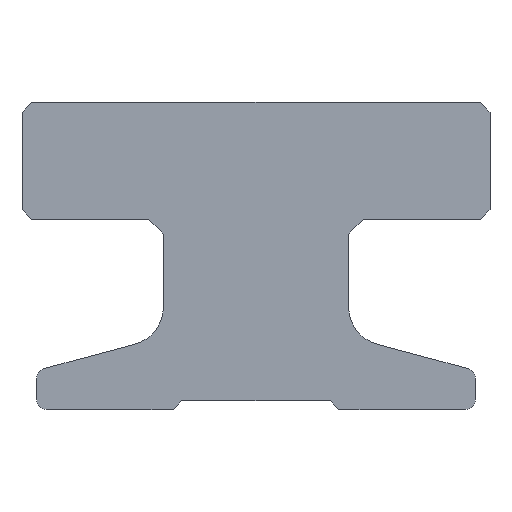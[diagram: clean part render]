
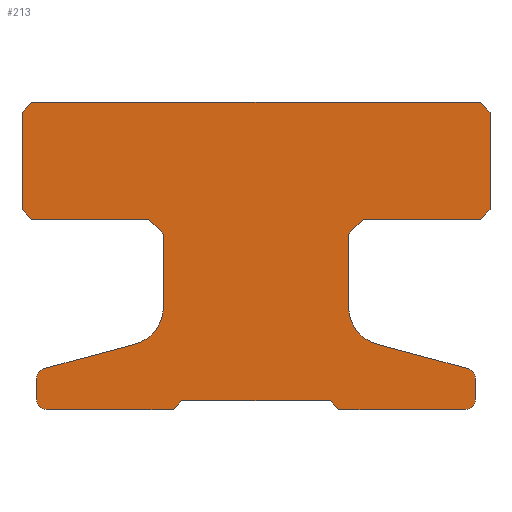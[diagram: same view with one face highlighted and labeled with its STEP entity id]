
A CAD part, front view. The second image highlights one B-rep face of the part: STEP entity #213.
In plain terms, the highlighted planar face has unit normal (0, -1, 0).
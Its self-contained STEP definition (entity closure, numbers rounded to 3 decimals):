
#213=ADVANCED_FACE('',(#424),#425,.T.);
#424=FACE_OUTER_BOUND('',#619,.T.);
#425=PLANE('',#620);
#619=EDGE_LOOP('',(#1072,#1073,#1074,#1075,#1076,#1077,#1078,#1079,#1080,#1081,#1082,#1083,#1084,#1085,#1086,#1087,#1088,#1089,#1090,#1091,#1092,#1093,#1094,#1095,#1096,#1097,#1098,#1099));
#620=AXIS2_PLACEMENT_3D('',#1100,#1101,#1102);
#1072=ORIENTED_EDGE('',*,*,#1333,.F.);
#1073=ORIENTED_EDGE('',*,*,#1225,.F.);
#1074=ORIENTED_EDGE('',*,*,#1230,.F.);
#1075=ORIENTED_EDGE('',*,*,#1234,.F.);
#1076=ORIENTED_EDGE('',*,*,#1238,.F.);
#1077=ORIENTED_EDGE('',*,*,#1242,.F.);
#1078=ORIENTED_EDGE('',*,*,#1246,.F.);
#1079=ORIENTED_EDGE('',*,*,#1250,.T.);
#1080=ORIENTED_EDGE('',*,*,#1254,.F.);
#1081=ORIENTED_EDGE('',*,*,#1258,.T.);
#1082=ORIENTED_EDGE('',*,*,#1262,.F.);
#1083=ORIENTED_EDGE('',*,*,#1266,.F.);
#1084=ORIENTED_EDGE('',*,*,#1270,.F.);
#1085=ORIENTED_EDGE('',*,*,#1274,.F.);
#1086=ORIENTED_EDGE('',*,*,#1278,.F.);
#1087=ORIENTED_EDGE('',*,*,#1282,.T.);
#1088=ORIENTED_EDGE('',*,*,#1286,.F.);
#1089=ORIENTED_EDGE('',*,*,#1290,.T.);
#1090=ORIENTED_EDGE('',*,*,#1294,.F.);
#1091=ORIENTED_EDGE('',*,*,#1298,.F.);
#1092=ORIENTED_EDGE('',*,*,#1302,.F.);
#1093=ORIENTED_EDGE('',*,*,#1306,.F.);
#1094=ORIENTED_EDGE('',*,*,#1310,.F.);
#1095=ORIENTED_EDGE('',*,*,#1314,.F.);
#1096=ORIENTED_EDGE('',*,*,#1318,.F.);
#1097=ORIENTED_EDGE('',*,*,#1322,.F.);
#1098=ORIENTED_EDGE('',*,*,#1326,.F.);
#1099=ORIENTED_EDGE('',*,*,#1330,.F.);
#1100=CARTESIAN_POINT('',(0.,-50.0,3.114));
#1101=DIRECTION('',(0.0,-1.0,0.0));
#1102=DIRECTION('',(1.0,0.0,0.0));
#1225=EDGE_CURVE('',#1466,#1468,#1469,.T.);
#1230=EDGE_CURVE('',#1474,#1466,#1476,.T.);
#1234=EDGE_CURVE('',#1480,#1474,#1482,.T.);
#1238=EDGE_CURVE('',#1486,#1480,#1488,.T.);
#1242=EDGE_CURVE('',#1492,#1486,#1494,.T.);
#1246=EDGE_CURVE('',#1498,#1492,#1500,.T.);
#1250=EDGE_CURVE('',#1498,#1504,#1506,.T.);
#1254=EDGE_CURVE('',#1510,#1504,#1512,.T.);
#1258=EDGE_CURVE('',#1510,#1516,#1518,.T.);
#1262=EDGE_CURVE('',#1522,#1516,#1524,.T.);
#1266=EDGE_CURVE('',#1528,#1522,#1530,.T.);
#1270=EDGE_CURVE('',#1534,#1528,#1536,.T.);
#1274=EDGE_CURVE('',#1540,#1534,#1542,.T.);
#1278=EDGE_CURVE('',#1546,#1540,#1548,.T.);
#1282=EDGE_CURVE('',#1546,#1552,#1554,.T.);
#1286=EDGE_CURVE('',#1558,#1552,#1560,.T.);
#1290=EDGE_CURVE('',#1558,#1564,#1566,.T.);
#1294=EDGE_CURVE('',#1570,#1564,#1572,.T.);
#1298=EDGE_CURVE('',#1576,#1570,#1578,.T.);
#1302=EDGE_CURVE('',#1582,#1576,#1584,.T.);
#1306=EDGE_CURVE('',#1588,#1582,#1590,.T.);
#1310=EDGE_CURVE('',#1594,#1588,#1596,.T.);
#1314=EDGE_CURVE('',#1600,#1594,#1602,.T.);
#1318=EDGE_CURVE('',#1606,#1600,#1608,.T.);
#1322=EDGE_CURVE('',#1612,#1606,#1614,.T.);
#1326=EDGE_CURVE('',#1618,#1612,#1620,.T.);
#1330=EDGE_CURVE('',#1624,#1618,#1626,.T.);
#1333=EDGE_CURVE('',#1468,#1624,#1629,.T.);
#1466=VERTEX_POINT('',#1783);
#1468=VERTEX_POINT('',#1786);
#1469=LINE('',#1787,#1788);
#1474=VERTEX_POINT('',#1795);
#1476=LINE('',#1798,#1799);
#1480=VERTEX_POINT('',#1804);
#1482=LINE('',#1807,#1808);
#1486=VERTEX_POINT('',#1813);
#1488=LINE('',#1816,#1817);
#1492=VERTEX_POINT('',#1821);
#1494=CIRCLE('',#1824,0.8);
#1498=VERTEX_POINT('',#1829);
#1500=LINE('',#1832,#1833);
#1504=VERTEX_POINT('',#1837);
#1506=CIRCLE('',#1840,0.2);
#1510=VERTEX_POINT('',#1845);
#1512=LINE('',#1848,#1849);
#1516=VERTEX_POINT('',#1853);
#1518=CIRCLE('',#1856,0.2);
#1522=VERTEX_POINT('',#1861);
#1524=LINE('',#1864,#1865);
#1528=VERTEX_POINT('',#1870);
#1530=LINE('',#1873,#1874);
#1534=VERTEX_POINT('',#1879);
#1536=LINE('',#1882,#1883);
#1540=VERTEX_POINT('',#1888);
#1542=LINE('',#1891,#1892);
#1546=VERTEX_POINT('',#1897);
#1548=LINE('',#1900,#1901);
#1552=VERTEX_POINT('',#1905);
#1554=CIRCLE('',#1908,0.2);
#1558=VERTEX_POINT('',#1913);
#1560=LINE('',#1916,#1917);
#1564=VERTEX_POINT('',#1921);
#1566=CIRCLE('',#1924,0.2);
#1570=VERTEX_POINT('',#1929);
#1572=LINE('',#1932,#1933);
#1576=VERTEX_POINT('',#1937);
#1578=CIRCLE('',#1940,0.8);
#1582=VERTEX_POINT('',#1945);
#1584=LINE('',#1948,#1949);
#1588=VERTEX_POINT('',#1954);
#1590=LINE('',#1957,#1958);
#1594=VERTEX_POINT('',#1963);
#1596=LINE('',#1966,#1967);
#1600=VERTEX_POINT('',#1972);
#1602=LINE('',#1975,#1976);
#1606=VERTEX_POINT('',#1981);
#1608=LINE('',#1984,#1985);
#1612=VERTEX_POINT('',#1990);
#1614=LINE('',#1993,#1994);
#1618=VERTEX_POINT('',#1999);
#1620=LINE('',#2002,#2003);
#1624=VERTEX_POINT('',#2008);
#1626=LINE('',#2011,#2012);
#1629=LINE('',#2016,#2017);
#1783=CARTESIAN_POINT('',(-4.6,-50.0,3.9));
#1786=CARTESIAN_POINT('',(-4.8,-50.0,4.1));
#1787=CARTESIAN_POINT('',(-4.6,-50.0,3.9));
#1788=VECTOR('',#2163,1.0);
#1795=CARTESIAN_POINT('',(-2.2,-50.0,3.9));
#1798=CARTESIAN_POINT('',(-2.2,-50.0,3.9));
#1799=VECTOR('',#2167,1.0);
#1804=CARTESIAN_POINT('',(-1.9,-50.0,3.6));
#1807=CARTESIAN_POINT('',(-1.9,-50.0,3.6));
#1808=VECTOR('',#2170,1.0);
#1813=CARTESIAN_POINT('',(-1.9,-50.0,2.111));
#1816=CARTESIAN_POINT('',(-1.9,-50.0,2.111));
#1817=VECTOR('',#2173,1.0);
#1821=CARTESIAN_POINT('',(-2.493,-50.0,1.338));
#1824=AXIS2_PLACEMENT_3D('',#2178,#2179,#2180);
#1829=CARTESIAN_POINT('',(-4.352,-50.0,0.84));
#1832=CARTESIAN_POINT('',(-4.352,-50.0,0.84));
#1833=VECTOR('',#2183,1.0);
#1837=CARTESIAN_POINT('',(-4.5,-50.0,0.647));
#1840=AXIS2_PLACEMENT_3D('',#2188,#2189,#2190);
#1845=CARTESIAN_POINT('',(-4.5,-50.0,0.2));
#1848=CARTESIAN_POINT('',(-4.5,-50.0,0.2));
#1849=VECTOR('',#2193,1.0);
#1853=CARTESIAN_POINT('',(-4.3,-50.0,0.0));
#1856=AXIS2_PLACEMENT_3D('',#2198,#2199,#2200);
#1861=CARTESIAN_POINT('',(-1.7,-50.0,0.0));
#1864=CARTESIAN_POINT('',(-1.7,-50.0,0.0));
#1865=VECTOR('',#2203,1.0);
#1870=CARTESIAN_POINT('',(-1.52,-50.0,0.18));
#1873=CARTESIAN_POINT('',(-1.52,-50.0,0.18));
#1874=VECTOR('',#2206,1.0);
#1879=CARTESIAN_POINT('',(1.52,-50.0,0.18));
#1882=CARTESIAN_POINT('',(1.52,-50.0,0.18));
#1883=VECTOR('',#2209,1.0);
#1888=CARTESIAN_POINT('',(1.7,-50.0,0.0));
#1891=CARTESIAN_POINT('',(1.7,-50.0,0.0));
#1892=VECTOR('',#2212,1.0);
#1897=CARTESIAN_POINT('',(4.3,-50.0,0.));
#1900=CARTESIAN_POINT('',(4.3,-50.0,0.0));
#1901=VECTOR('',#2215,1.0);
#1905=CARTESIAN_POINT('',(4.5,-50.0,0.2));
#1908=AXIS2_PLACEMENT_3D('',#2220,#2221,#2222);
#1913=CARTESIAN_POINT('',(4.5,-50.0,0.647));
#1916=CARTESIAN_POINT('',(4.5,-50.0,0.647));
#1917=VECTOR('',#2225,1.0);
#1921=CARTESIAN_POINT('',(4.352,-50.0,0.84));
#1924=AXIS2_PLACEMENT_3D('',#2230,#2231,#2232);
#1929=CARTESIAN_POINT('',(2.493,-50.0,1.338));
#1932=CARTESIAN_POINT('',(2.493,-50.0,1.338));
#1933=VECTOR('',#2235,1.0);
#1937=CARTESIAN_POINT('',(1.9,-50.0,2.111));
#1940=AXIS2_PLACEMENT_3D('',#2240,#2241,#2242);
#1945=CARTESIAN_POINT('',(1.9,-50.0,3.6));
#1948=CARTESIAN_POINT('',(1.9,-50.0,3.6));
#1949=VECTOR('',#2245,1.0);
#1954=CARTESIAN_POINT('',(2.2,-50.0,3.9));
#1957=CARTESIAN_POINT('',(2.2,-50.0,3.9));
#1958=VECTOR('',#2248,1.0);
#1963=CARTESIAN_POINT('',(4.6,-50.0,3.9));
#1966=CARTESIAN_POINT('',(4.6,-50.0,3.9));
#1967=VECTOR('',#2251,1.0);
#1972=CARTESIAN_POINT('',(4.8,-50.0,4.1));
#1975=CARTESIAN_POINT('',(4.8,-50.0,4.1));
#1976=VECTOR('',#2254,1.0);
#1981=CARTESIAN_POINT('',(4.8,-50.0,6.1));
#1984=CARTESIAN_POINT('',(4.8,-50.0,6.1));
#1985=VECTOR('',#2257,1.0);
#1990=CARTESIAN_POINT('',(4.6,-50.0,6.3));
#1993=CARTESIAN_POINT('',(4.6,-50.0,6.3));
#1994=VECTOR('',#2260,1.0);
#1999=CARTESIAN_POINT('',(-4.6,-50.0,6.3));
#2002=CARTESIAN_POINT('',(-4.6,-50.0,6.3));
#2003=VECTOR('',#2263,1.0);
#2008=CARTESIAN_POINT('',(-4.8,-50.0,6.1));
#2011=CARTESIAN_POINT('',(-4.8,-50.0,6.1));
#2012=VECTOR('',#2266,1.0);
#2016=CARTESIAN_POINT('',(-4.8,-50.0,4.1));
#2017=VECTOR('',#2268,1.0);
#2163=DIRECTION('',(-0.707,0.0,0.707));
#2167=DIRECTION('',(-1.0,0.0,0.0));
#2170=DIRECTION('',(-0.707,0.0,0.707));
#2173=DIRECTION('',(0.0,0.0,1.0));
#2178=CARTESIAN_POINT('',(-2.7,-50.0,2.111));
#2179=DIRECTION('',(0.0,-1.0,0.0));
#2180=DIRECTION('',(0.259,0.0,-0.966));
#2183=DIRECTION('',(0.966,0.0,0.259));
#2188=CARTESIAN_POINT('',(-4.3,-50.0,0.647));
#2189=DIRECTION('',(0.0,-1.0,0.0));
#2190=DIRECTION('',(-0.259,0.0,0.966));
#2193=DIRECTION('',(0.0,0.0,1.0));
#2198=CARTESIAN_POINT('',(-4.3,-50.0,0.2));
#2199=DIRECTION('',(0.0,-1.0,0.0));
#2200=DIRECTION('',(-1.0,0.0,0.));
#2203=DIRECTION('',(-1.0,0.0,0.0));
#2206=DIRECTION('',(-0.707,-0.0,-0.707));
#2209=DIRECTION('',(-1.0,0.0,0.0));
#2212=DIRECTION('',(-0.707,0.0,0.707));
#2215=DIRECTION('',(-1.0,0.0,0.0));
#2220=CARTESIAN_POINT('',(4.3,-50.0,0.2));
#2221=DIRECTION('',(0.0,-1.0,0.0));
#2222=DIRECTION('',(0.0,0.0,-1.0));
#2225=DIRECTION('',(0.0,0.0,-1.0));
#2230=CARTESIAN_POINT('',(4.3,-50.0,0.647));
#2231=DIRECTION('',(0.0,-1.0,0.0));
#2232=DIRECTION('',(1.0,0.0,0.));
#2235=DIRECTION('',(0.966,0.0,-0.259));
#2240=CARTESIAN_POINT('',(2.7,-50.0,2.111));
#2241=DIRECTION('',(0.0,-1.0,0.0));
#2242=DIRECTION('',(-1.0,0.0,0.));
#2245=DIRECTION('',(0.0,0.0,-1.0));
#2248=DIRECTION('',(-0.707,-0.0,-0.707));
#2251=DIRECTION('',(-1.0,0.0,0.0));
#2254=DIRECTION('',(-0.707,-0.0,-0.707));
#2257=DIRECTION('',(0.0,0.0,-1.0));
#2260=DIRECTION('',(0.707,0.0,-0.707));
#2263=DIRECTION('',(1.0,0.0,0.0));
#2266=DIRECTION('',(0.707,0.0,0.707));
#2268=DIRECTION('',(0.0,0.0,1.0));
